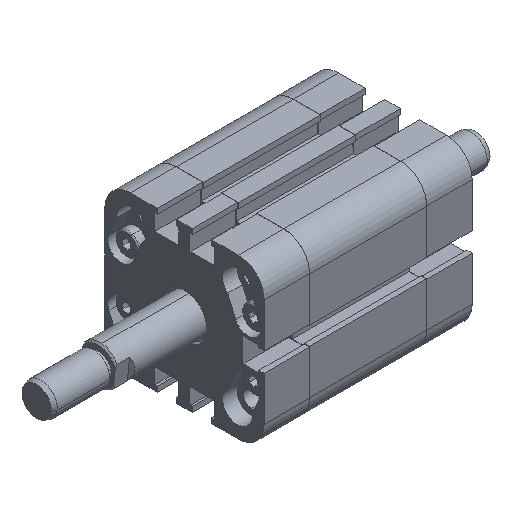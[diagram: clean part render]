
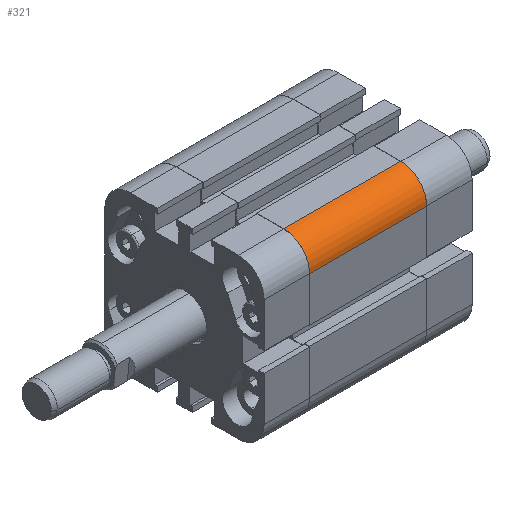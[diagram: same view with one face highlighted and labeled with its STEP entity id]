
A CAD part, isometric view. The second image highlights one B-rep face of the part: STEP entity #321.
In plain terms, the highlighted cylindrical face has radius 8 mm (diameter 16 mm), a partial arc.
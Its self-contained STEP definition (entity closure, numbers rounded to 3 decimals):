
#130 = EDGE_LOOP ( 'NONE', ( #3100, #942, #12309, #8817 ) ) ;
#159 = DIRECTION ( 'NONE',  ( -1., 0., 0. ) ) ;
#249 = AXIS2_PLACEMENT_3D ( 'NONE', #14445, #11267, #12680 ) ;
#321 = ADVANCED_FACE ( 'NONE', ( #21291 ), #9433, .T. ) ;
#942 = ORIENTED_EDGE ( 'NONE', *, *, #21525, .F. ) ;
#1503 = LINE ( 'NONE', #13227, #9306 ) ;
#1613 = CARTESIAN_POINT ( 'NONE',  ( 36., -24.5, 16.5 ) ) ;
#3100 = ORIENTED_EDGE ( 'NONE', *, *, #3536, .F. ) ;
#3536 = EDGE_CURVE ( 'NONE', #6382, #6065, #9901, .T. ) ;
#4058 = CARTESIAN_POINT ( 'NONE',  ( 36., -24.5, 16.5 ) ) ;
#4342 = CARTESIAN_POINT ( 'NONE',  ( 0., -16.5, 24.5 ) ) ;
#6065 = VERTEX_POINT ( 'NONE', #4058 ) ;
#6382 = VERTEX_POINT ( 'NONE', #20815 ) ;
#6407 = AXIS2_PLACEMENT_3D ( 'NONE', #9050, #17415, #19267 ) ;
#7550 = AXIS2_PLACEMENT_3D ( 'NONE', #11139, #7989, #11235 ) ;
#7989 = DIRECTION ( 'NONE',  ( -1., 0., 0. ) ) ;
#8817 = ORIENTED_EDGE ( 'NONE', *, *, #17416, .F. ) ;
#9050 = CARTESIAN_POINT ( 'NONE',  ( 36., -16.5, 16.5 ) ) ;
#9306 = VECTOR ( 'NONE', #11587, 1000. ) ;
#9433 = CYLINDRICAL_SURFACE ( 'NONE', #249, 8. ) ;
#9901 = CIRCLE ( 'NONE', #6407, 8. ) ;
#10005 = CARTESIAN_POINT ( 'NONE',  ( 0., -24.5, 16.5 ) ) ;
#10243 = LINE ( 'NONE', #1613, #16311 ) ;
#11139 = CARTESIAN_POINT ( 'NONE',  ( 0., -16.5, 16.5 ) ) ;
#11235 = DIRECTION ( 'NONE',  ( 0., 0., -1. ) ) ;
#11267 = DIRECTION ( 'NONE',  ( -1., 0., 0. ) ) ;
#11587 = DIRECTION ( 'NONE',  ( 1., 0., 0. ) ) ;
#12309 = ORIENTED_EDGE ( 'NONE', *, *, #13001, .F. ) ;
#12680 = DIRECTION ( 'NONE',  ( 0., 0., 1. ) ) ;
#13001 = EDGE_CURVE ( 'NONE', #17694, #19291, #16233, .T. ) ;
#13227 = CARTESIAN_POINT ( 'NONE',  ( 36., -16.5, 24.5 ) ) ;
#14445 = CARTESIAN_POINT ( 'NONE',  ( 36., -16.5, 16.5 ) ) ;
#16233 = CIRCLE ( 'NONE', #7550, 8. ) ;
#16311 = VECTOR ( 'NONE', #159, 1000. ) ;
#17415 = DIRECTION ( 'NONE',  ( 1., 0., 0. ) ) ;
#17416 = EDGE_CURVE ( 'NONE', #6065, #17694, #10243, .T. ) ;
#17694 = VERTEX_POINT ( 'NONE', #10005 ) ;
#19267 = DIRECTION ( 'NONE',  ( 0., 0., -1. ) ) ;
#19291 = VERTEX_POINT ( 'NONE', #4342 ) ;
#20815 = CARTESIAN_POINT ( 'NONE',  ( 36., -16.5, 24.5 ) ) ;
#21291 = FACE_OUTER_BOUND ( 'NONE', #130, .T. ) ;
#21525 = EDGE_CURVE ( 'NONE', #19291, #6382, #1503, .T. ) ;
